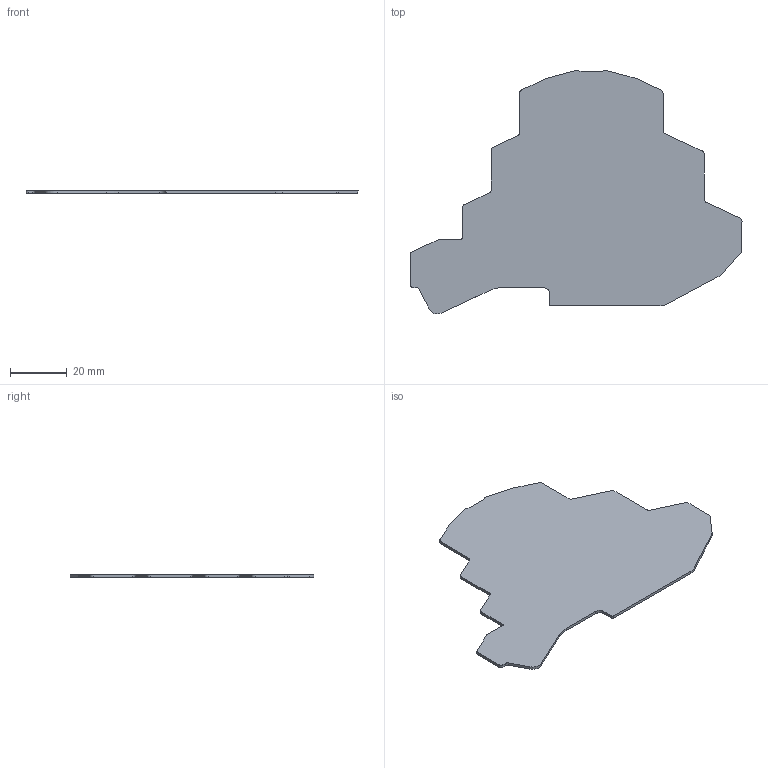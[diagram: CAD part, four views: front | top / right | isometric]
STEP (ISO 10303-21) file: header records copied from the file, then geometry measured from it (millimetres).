
FILE_DESCRIPTION (( 'STEP AP214' ), '1' );
FILE_NAME ('446539_NPP-PYK 2,5-3FT_Grey.STEP', '2013-11-15T10:49:28', ( 'arge' ), ( 'Microsoft' ), 'SwSTEP 2.0', 'SolidWorks 2013', '' );
FILE_SCHEMA (( 'AUTOMOTIVE_DESIGN' ));
Length unit declared in the file: millimetre
Products named in the file (1): 446539_NPP-PYK 2,5-3FT_Grey
Bounding box: 116.92 x 85.92 x 1 mm (x, y, z)
Volume: 6322.3 mm3; surface area: 13002.2 mm2
Topology: 1 solids, 1 shells, 53 faces, 153 edges, 102 vertices
Faces by surface type: plane 31, cylinder 22
Entity records: 2368 total; most frequent: CARTESIAN_POINT 309, ORIENTED_EDGE 306, DIRECTION 305, EDGE_CURVE 153, LINE 109, VECTOR 109, VERTEX_POINT 102, AXIS2_PLACEMENT_3D 98
